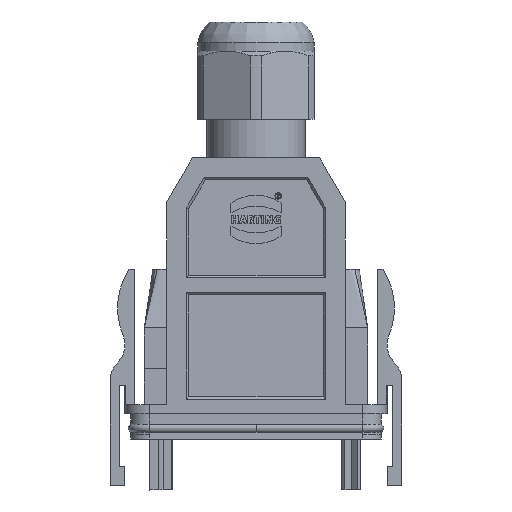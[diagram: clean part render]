
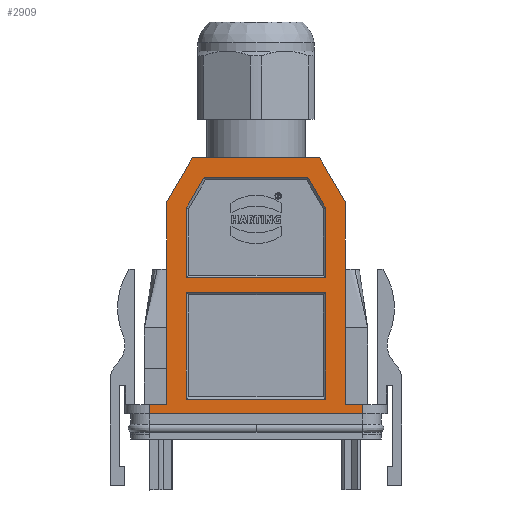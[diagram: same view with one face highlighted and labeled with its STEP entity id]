
A CAD part, front view. The second image highlights one B-rep face of the part: STEP entity #2909.
In plain terms, the highlighted planar face has unit normal (0, -1, 0).
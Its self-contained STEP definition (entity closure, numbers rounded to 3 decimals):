
#2909=ADVANCED_FACE('',(#3420,#3421,#3422),#3251,.T.);
#3251=PLANE('',#10861);
#3420=FACE_BOUND('',#3647,.T.);
#3421=FACE_BOUND('',#3648,.T.);
#3422=FACE_BOUND('',#3649,.T.);
#3647=EDGE_LOOP('',(#4844,#4845,#4846,#4847,#4848,#4849,#4850,#4851,#4852,
#4853));
#3648=EDGE_LOOP('',(#4854,#4855,#4856,#4857,#4858,#4859));
#3649=EDGE_LOOP('',(#4860,#4861,#4862,#4863));
#4844=ORIENTED_EDGE('',*,*,#6988,.T.);
#4845=ORIENTED_EDGE('',*,*,#6987,.T.);
#4846=ORIENTED_EDGE('',*,*,#7350,.T.);
#4847=ORIENTED_EDGE('',*,*,#7351,.T.);
#4848=ORIENTED_EDGE('',*,*,#7305,.T.);
#4849=ORIENTED_EDGE('',*,*,#7303,.T.);
#4850=ORIENTED_EDGE('',*,*,#7296,.F.);
#4851=ORIENTED_EDGE('',*,*,#7139,.T.);
#4852=ORIENTED_EDGE('',*,*,#7160,.F.);
#4853=ORIENTED_EDGE('',*,*,#7155,.F.);
#4854=ORIENTED_EDGE('',*,*,#7057,.T.);
#4855=ORIENTED_EDGE('',*,*,#7046,.T.);
#4856=ORIENTED_EDGE('',*,*,#7049,.T.);
#4857=ORIENTED_EDGE('',*,*,#7052,.T.);
#4858=ORIENTED_EDGE('',*,*,#7053,.T.);
#4859=ORIENTED_EDGE('',*,*,#7055,.T.);
#4860=ORIENTED_EDGE('',*,*,#7069,.T.);
#4861=ORIENTED_EDGE('',*,*,#7063,.T.);
#4862=ORIENTED_EDGE('',*,*,#7065,.T.);
#4863=ORIENTED_EDGE('',*,*,#7067,.T.);
#6215=VERTEX_POINT('',#13759);
#6226=VERTEX_POINT('',#13781);
#6227=VERTEX_POINT('',#13785);
#6263=VERTEX_POINT('',#13915);
#6264=VERTEX_POINT('',#13916);
#6265=VERTEX_POINT('',#13921);
#6266=VERTEX_POINT('',#13925);
#6267=VERTEX_POINT('',#13929);
#6268=VERTEX_POINT('',#13933);
#6273=VERTEX_POINT('',#13948);
#6274=VERTEX_POINT('',#13950);
#6275=VERTEX_POINT('',#13954);
#6276=VERTEX_POINT('',#13958);
#6324=VERTEX_POINT('',#14236);
#6326=VERTEX_POINT('',#14240);
#6334=VERTEX_POINT('',#14393);
#6416=VERTEX_POINT('',#14732);
#6419=VERTEX_POINT('',#14742);
#6420=VERTEX_POINT('',#14749);
#6449=VERTEX_POINT('',#14857);
#6987=EDGE_CURVE('',#6215,#6226,#8715,.T.);
#6988=EDGE_CURVE('',#6227,#6215,#8716,.T.);
#7046=EDGE_CURVE('',#6263,#6264,#8760,.T.);
#7049=EDGE_CURVE('',#6264,#6265,#8763,.T.);
#7052=EDGE_CURVE('',#6265,#6266,#8766,.T.);
#7053=EDGE_CURVE('',#6266,#6267,#8767,.T.);
#7055=EDGE_CURVE('',#6267,#6268,#8769,.T.);
#7057=EDGE_CURVE('',#6268,#6263,#8771,.T.);
#7063=EDGE_CURVE('',#6274,#6273,#8777,.T.);
#7065=EDGE_CURVE('',#6273,#6275,#8779,.T.);
#7067=EDGE_CURVE('',#6275,#6276,#8781,.T.);
#7069=EDGE_CURVE('',#6276,#6274,#8783,.T.);
#7139=EDGE_CURVE('',#6324,#6326,#8838,.T.);
#7155=EDGE_CURVE('',#6227,#6334,#8845,.T.);
#7160=EDGE_CURVE('',#6334,#6326,#8849,.T.);
#7296=EDGE_CURVE('',#6324,#6416,#8973,.T.);
#7303=EDGE_CURVE('',#6419,#6416,#8979,.T.);
#7305=EDGE_CURVE('',#6420,#6419,#8981,.T.);
#7350=EDGE_CURVE('',#6226,#6449,#9016,.T.);
#7351=EDGE_CURVE('',#6449,#6420,#9017,.T.);
#8715=LINE('',#13782,#9516);
#8716=LINE('',#13784,#9517);
#8760=LINE('',#13914,#9561);
#8763=LINE('',#13920,#9564);
#8766=LINE('',#13926,#9567);
#8767=LINE('',#13928,#9568);
#8769=LINE('',#13932,#9570);
#8771=LINE('',#13936,#9572);
#8777=LINE('',#13949,#9578);
#8779=LINE('',#13953,#9580);
#8781=LINE('',#13957,#9582);
#8783=LINE('',#13961,#9584);
#8838=LINE('',#14241,#9639);
#8845=LINE('',#14392,#9646);
#8849=LINE('',#14401,#9650);
#8973=LINE('',#14731,#9774);
#8979=LINE('',#14744,#9780);
#8981=LINE('',#14748,#9782);
#9016=LINE('',#14858,#9817);
#9017=LINE('',#14860,#9818);
#9516=VECTOR('',#11467,1.);
#9517=VECTOR('',#11470,1.);
#9561=VECTOR('',#11584,1.);
#9564=VECTOR('',#11589,1.);
#9567=VECTOR('',#11594,1.);
#9568=VECTOR('',#11597,1.);
#9570=VECTOR('',#11601,1.);
#9572=VECTOR('',#11605,1.);
#9578=VECTOR('',#11615,1.);
#9580=VECTOR('',#11619,1.);
#9582=VECTOR('',#11623,1.);
#9584=VECTOR('',#11627,1.);
#9639=VECTOR('',#11734,1.);
#9646=VECTOR('',#11755,1.);
#9650=VECTOR('',#11763,1.);
#9774=VECTOR('',#12011,1.);
#9780=VECTOR('',#12023,1.);
#9782=VECTOR('',#12029,1.);
#9817=VECTOR('',#12110,1.);
#9818=VECTOR('',#12113,1.);
#10861=AXIS2_PLACEMENT_3D('',#14861,#12114,#12115);
#11467=DIRECTION('',(-1.,0.,0.));
#11470=DIRECTION('',(0.,0.,-1.));
#11584=DIRECTION('',(0.,0.,1.));
#11589=DIRECTION('',(0.5,0.,0.866));
#11594=DIRECTION('',(1.,0.,0.));
#11597=DIRECTION('',(0.5,0.,-0.866));
#11601=DIRECTION('',(0.,0.,-1.));
#11605=DIRECTION('',(-1.,0.,0.));
#11615=DIRECTION('',(1.,0.,0.));
#11619=DIRECTION('',(0.,0.,-1.));
#11623=DIRECTION('',(-1.,0.,0.));
#11627=DIRECTION('',(0.,0.,1.));
#11734=DIRECTION('',(-0.5,0.,0.866));
#11755=DIRECTION('',(0.5,0.,0.866));
#11763=DIRECTION('',(1.,0.,0.));
#12011=DIRECTION('',(0.,0.,-1.));
#12023=DIRECTION('',(-1.,0.,0.));
#12029=DIRECTION('',(0.,0.,1.));
#12110=DIRECTION('',(0.,0.,-1.));
#12113=DIRECTION('',(1.,0.,0.));
#12114=DIRECTION('',(0.,-1.,0.));
#12115=DIRECTION('',(1.,0.,0.));
#13759=CARTESIAN_POINT('',(17.715,-62.206,-60.321));
#13781=CARTESIAN_POINT('',(14.065,-62.206,-60.321));
#13782=CARTESIAN_POINT('',(13.765,-62.206,-60.321));
#13784=CARTESIAN_POINT('',(17.715,-62.206,-60.421));
#13785=CARTESIAN_POINT('',(17.715,-62.206,-18.572));
#13914=CARTESIAN_POINT('',(21.715,-62.206,-32.221));
#13915=CARTESIAN_POINT('',(21.715,-62.206,-34.221));
#13916=CARTESIAN_POINT('',(21.715,-62.206,-19.844));
#13920=CARTESIAN_POINT('',(21.983,-62.206,-19.38));
#13921=CARTESIAN_POINT('',(25.366,-62.206,-13.521));
#13925=CARTESIAN_POINT('',(46.765,-62.206,-13.521));
#13926=CARTESIAN_POINT('',(26.521,-62.206,-13.521));
#13928=CARTESIAN_POINT('',(47.342,-62.206,-14.521));
#13929=CARTESIAN_POINT('',(50.415,-62.206,-19.844));
#13932=CARTESIAN_POINT('',(50.415,-62.206,-20.38));
#13933=CARTESIAN_POINT('',(50.415,-62.206,-34.221));
#13936=CARTESIAN_POINT('',(48.415,-62.206,-34.221));
#13948=CARTESIAN_POINT('',(50.415,-62.206,-37.221));
#13949=CARTESIAN_POINT('',(23.715,-62.206,-37.221));
#13950=CARTESIAN_POINT('',(21.715,-62.206,-37.221));
#13953=CARTESIAN_POINT('',(50.415,-62.206,-39.221));
#13954=CARTESIAN_POINT('',(50.415,-62.206,-59.221));
#13957=CARTESIAN_POINT('',(48.415,-62.206,-59.221));
#13958=CARTESIAN_POINT('',(21.715,-62.206,-59.221));
#13961=CARTESIAN_POINT('',(21.715,-62.206,-57.221));
#14236=CARTESIAN_POINT('',(54.415,-62.206,-18.572));
#14240=CARTESIAN_POINT('',(49.19,-62.206,-9.521));
#14241=CARTESIAN_POINT('',(54.762,-62.206,-19.172));
#14392=CARTESIAN_POINT('',(17.369,-62.206,-19.172));
#14393=CARTESIAN_POINT('',(22.941,-62.206,-9.521));
#14401=CARTESIAN_POINT('',(16.698,-62.206,-9.521));
#14731=CARTESIAN_POINT('',(54.415,-62.206,-60.421));
#14732=CARTESIAN_POINT('',(54.415,-62.206,-60.321));
#14742=CARTESIAN_POINT('',(58.065,-62.206,-60.321));
#14744=CARTESIAN_POINT('',(54.083,-62.206,-60.321));
#14748=CARTESIAN_POINT('',(58.065,-62.206,-62.221));
#14749=CARTESIAN_POINT('',(58.065,-62.206,-62.221));
#14857=CARTESIAN_POINT('',(14.065,-62.206,-62.221));
#14858=CARTESIAN_POINT('',(14.065,-62.206,-61.321));
#14860=CARTESIAN_POINT('',(14.065,-62.206,-62.221));
#14861=CARTESIAN_POINT('',(13.765,-62.206,-67.721));
